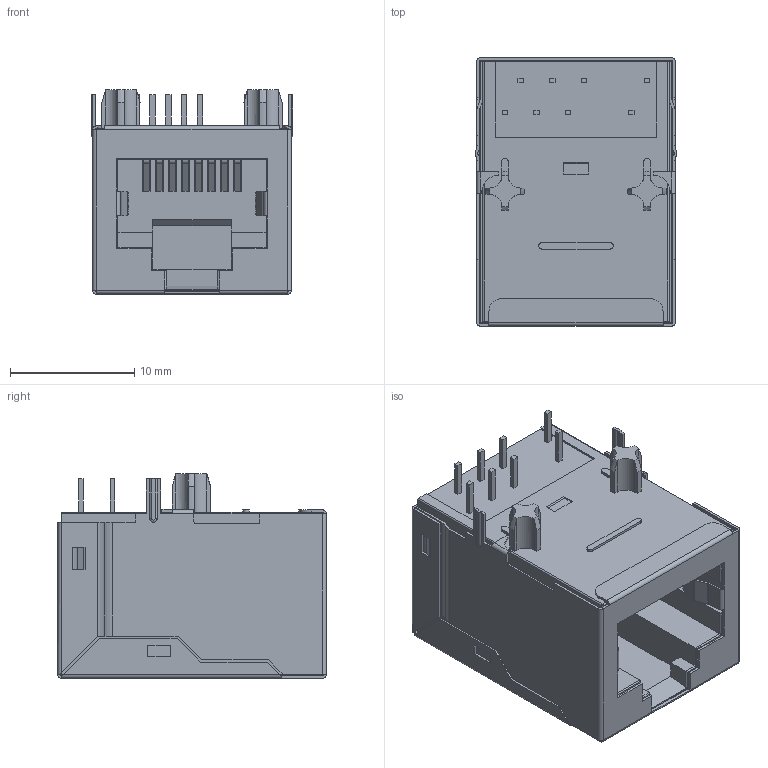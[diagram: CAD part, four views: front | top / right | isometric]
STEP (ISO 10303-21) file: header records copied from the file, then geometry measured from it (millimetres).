
FILE_DESCRIPTION(/* description */ ('Unknown'),/* implementation_level */ '2;1');
FILE_NAME(/* name */ '7499210001A',/* time_stamp */ '2022-06-01T08:48:23+02:00',/* author */ ('Unknown'),/* organization */ ('Unknown'),/* preprocessor_version */ 'ST-DEVELOPER v16.7',/* originating_system */ 'Solid Edge',/* authorisation */ 'Unknown');
FILE_SCHEMA (('AUTOMOTIVE_DESIGN {1 0 10303 214 3 1 1}'));
Length unit declared in the file: millimetre
Products named in the file (3): 7499210001A; shielding; insulator
Assembly tree (2 placements, depth 2):
  7499210001A
    shielding
    insulator
Bounding box: 16.2 x 21.6 x 16.45 mm (x, y, z)
Volume: 3223.3 mm3; surface area: 5044.9 mm2
Topology: 2 solids, 2 shells, 743 faces, 2010 edges, 1306 vertices
Faces by surface type: plane 532, cylinder 135, bspline 60, cone 8, torus 4, sphere 4
Entity records: 30438 total; most frequent: CARTESIAN_POINT 7190, ORIENTED_EDGE 3996, DIRECTION 3266, EDGE_CURVE 1998, LINE 1334, VECTOR 1334, VERTEX_POINT 1306, AXIS2_PLACEMENT_3D 966
